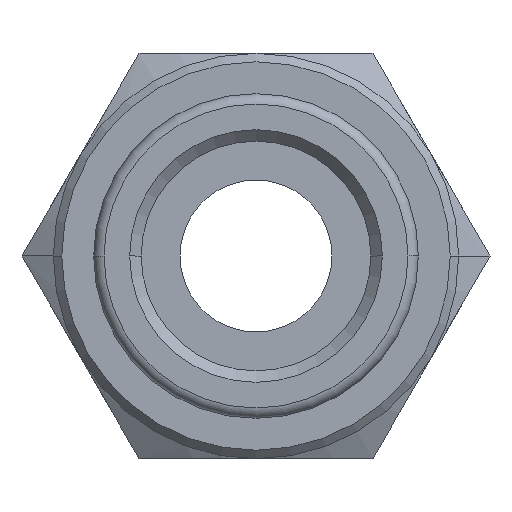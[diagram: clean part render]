
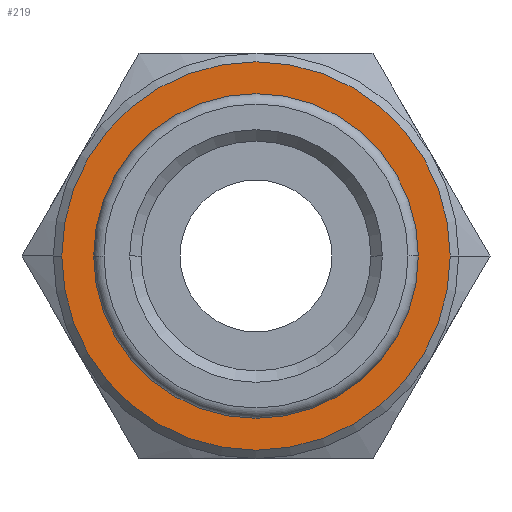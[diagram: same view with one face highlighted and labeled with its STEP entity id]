
A CAD part, front view. The second image highlights one B-rep face of the part: STEP entity #219.
In plain terms, the highlighted planar face has unit normal (0, -1, 0).
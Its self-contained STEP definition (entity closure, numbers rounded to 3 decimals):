
#219=ADVANCED_FACE('',(#444,#445),#446,.T.);
#444=FACE_BOUND('',#671,.T.);
#445=FACE_OUTER_BOUND('',#672,.T.);
#446=PLANE('',#673);
#671=EDGE_LOOP('',(#1205,#1206));
#672=EDGE_LOOP('',(#1207,#1208));
#673=AXIS2_PLACEMENT_3D('',#1209,#1210,#1211);
#1205=ORIENTED_EDGE('',*,*,#1423,.T.);
#1206=ORIENTED_EDGE('',*,*,#1475,.T.);
#1207=ORIENTED_EDGE('',*,*,#1479,.F.);
#1208=ORIENTED_EDGE('',*,*,#1433,.F.);
#1209=CARTESIAN_POINT('',(5.75,3.6,0.0));
#1210=DIRECTION('',(0.,-1.0,0.0));
#1211=DIRECTION('',(-1.0,0.,0.0));
#1423=EDGE_CURVE('',#1710,#1708,#1711,.T.);
#1433=EDGE_CURVE('',#1724,#1719,#1726,.T.);
#1475=EDGE_CURVE('',#1708,#1710,#1774,.T.);
#1479=EDGE_CURVE('',#1719,#1724,#1778,.T.);
#1708=VERTEX_POINT('',#2281);
#1710=VERTEX_POINT('',#2284);
#1711=CIRCLE('',#2285,9.0);
#1719=VERTEX_POINT('',#2296);
#1724=VERTEX_POINT('',#2302);
#1726=CIRCLE('',#2305,11.5);
#1774=CIRCLE('',#2383,9.0);
#1778=CIRCLE('',#2387,11.5);
#2281=CARTESIAN_POINT('',(9.0,3.6,0.));
#2284=CARTESIAN_POINT('',(-9.0,3.6,0.));
#2285=AXIS2_PLACEMENT_3D('',#2599,#2600,#2601);
#2296=CARTESIAN_POINT('',(11.5,3.6,0.0));
#2302=CARTESIAN_POINT('',(-11.5,3.6,0.));
#2305=AXIS2_PLACEMENT_3D('',#2613,#2614,#2615);
#2383=AXIS2_PLACEMENT_3D('',#2663,#2664,#2665);
#2387=AXIS2_PLACEMENT_3D('',#2666,#2667,#2668);
#2599=CARTESIAN_POINT('',(0.0,3.6,0.0));
#2600=DIRECTION('',(0.,1.0,0.0));
#2601=DIRECTION('',(1.0,0.,0.0));
#2613=CARTESIAN_POINT('',(0.0,3.6,0.0));
#2614=DIRECTION('',(-0.0,1.0,0.0));
#2615=DIRECTION('',(1.0,0.0,0.0));
#2663=CARTESIAN_POINT('',(0.0,3.6,0.0));
#2664=DIRECTION('',(0.,1.0,0.0));
#2665=DIRECTION('',(1.0,0.,0.0));
#2666=CARTESIAN_POINT('',(0.0,3.6,0.0));
#2667=DIRECTION('',(-0.0,1.0,0.0));
#2668=DIRECTION('',(1.0,0.0,0.0));
